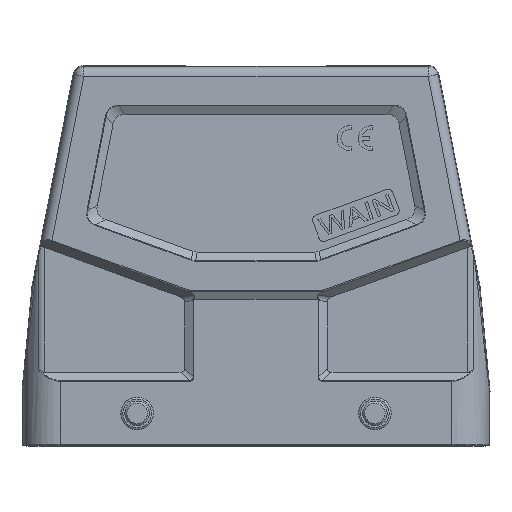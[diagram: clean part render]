
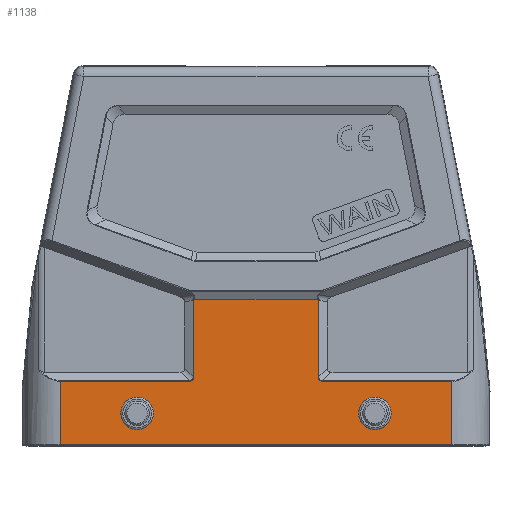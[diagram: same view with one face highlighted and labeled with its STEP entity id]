
A CAD part, top view. The second image highlights one B-rep face of the part: STEP entity #1138.
In plain terms, the highlighted planar face has unit normal (0, 0, 1).
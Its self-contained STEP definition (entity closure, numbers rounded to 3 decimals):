
#197=FACE_BOUND('',#2526,.T.);
#198=FACE_BOUND('',#2527,.T.);
#199=FACE_BOUND('',#2528,.T.);
#425=B_SPLINE_CURVE_WITH_KNOTS('',3,(#14183,#14184,#14185,#14186),
 .UNSPECIFIED.,.F.,.F.,(4,4),(0.,1.),.UNSPECIFIED.);
#441=B_SPLINE_CURVE_WITH_KNOTS('',3,(#14428,#14429,#14430,#14431),
 .UNSPECIFIED.,.F.,.F.,(4,4),(0.,1.),.UNSPECIFIED.);
#442=B_SPLINE_CURVE_WITH_KNOTS('',3,(#14435,#14436,#14437,#14438),
 .UNSPECIFIED.,.F.,.F.,(4,4),(0.,1.),.UNSPECIFIED.);
#443=B_SPLINE_CURVE_WITH_KNOTS('',3,(#14440,#14441,#14442,#14443),
 .UNSPECIFIED.,.F.,.F.,(4,4),(0.,1.),.UNSPECIFIED.);
#444=B_SPLINE_CURVE_WITH_KNOTS('',3,(#14447,#14448,#14449,#14450),
 .UNSPECIFIED.,.F.,.F.,(4,4),(0.,1.),.UNSPECIFIED.);
#445=B_SPLINE_CURVE_WITH_KNOTS('',3,(#14452,#14453,#14454,#14455),
 .UNSPECIFIED.,.F.,.F.,(4,4),(0.,1.),.UNSPECIFIED.);
#1138=ADVANCED_FACE('',(#197,#198,#199),#1725,.T.);
#1725=PLANE('',#10544);
#2526=EDGE_LOOP('',(#3722));
#2527=EDGE_LOOP('',(#3723));
#2528=EDGE_LOOP('',(#3724,#3725,#3726,#3727,#3728,#3729,#3730,#3731,#3732,
#3733,#3734,#3735,#3736,#3737));
#3194=CIRCLE('',#10542,2.85);
#3195=CIRCLE('',#10543,2.85);
#3722=ORIENTED_EDGE('',*,*,#7668,.T.);
#3723=ORIENTED_EDGE('',*,*,#7669,.T.);
#3724=ORIENTED_EDGE('',*,*,#7665,.T.);
#3725=ORIENTED_EDGE('',*,*,#7670,.T.);
#3726=ORIENTED_EDGE('',*,*,#7671,.T.);
#3727=ORIENTED_EDGE('',*,*,#7672,.T.);
#3728=ORIENTED_EDGE('',*,*,#7673,.T.);
#3729=ORIENTED_EDGE('',*,*,#7674,.F.);
#3730=ORIENTED_EDGE('',*,*,#7675,.T.);
#3731=ORIENTED_EDGE('',*,*,#7676,.T.);
#3732=ORIENTED_EDGE('',*,*,#7677,.T.);
#3733=ORIENTED_EDGE('',*,*,#7678,.F.);
#3734=ORIENTED_EDGE('',*,*,#7679,.T.);
#3735=ORIENTED_EDGE('',*,*,#7593,.T.);
#3736=ORIENTED_EDGE('',*,*,#7596,.T.);
#3737=ORIENTED_EDGE('',*,*,#7600,.T.);
#6589=VERTEX_POINT('',#14187);
#6590=VERTEX_POINT('',#14188);
#6591=VERTEX_POINT('',#14199);
#6593=VERTEX_POINT('',#14230);
#6642=VERTEX_POINT('',#14411);
#6643=VERTEX_POINT('',#14421);
#6644=VERTEX_POINT('',#14423);
#6645=VERTEX_POINT('',#14425);
#6646=VERTEX_POINT('',#14427);
#6647=VERTEX_POINT('',#14432);
#6648=VERTEX_POINT('',#14434);
#6649=VERTEX_POINT('',#14439);
#6650=VERTEX_POINT('',#14444);
#6651=VERTEX_POINT('',#14446);
#6652=VERTEX_POINT('',#14451);
#6653=VERTEX_POINT('',#14456);
#7593=EDGE_CURVE('',#6589,#6590,#425,.T.);
#7596=EDGE_CURVE('',#6590,#6591,#9086,.T.);
#7600=EDGE_CURVE('',#6591,#6593,#9087,.T.);
#7665=EDGE_CURVE('',#6593,#6642,#9121,.T.);
#7668=EDGE_CURVE('',#6643,#6643,#3194,.T.);
#7669=EDGE_CURVE('',#6644,#6644,#3195,.T.);
#7670=EDGE_CURVE('',#6642,#6645,#9122,.T.);
#7671=EDGE_CURVE('',#6645,#6646,#9123,.T.);
#7672=EDGE_CURVE('',#6646,#6647,#441,.T.);
#7673=EDGE_CURVE('',#6647,#6648,#9124,.T.);
#7674=EDGE_CURVE('',#6649,#6648,#442,.T.);
#7675=EDGE_CURVE('',#6649,#6650,#443,.T.);
#7676=EDGE_CURVE('',#6650,#6651,#9125,.T.);
#7677=EDGE_CURVE('',#6651,#6652,#444,.T.);
#7678=EDGE_CURVE('',#6653,#6652,#445,.T.);
#7679=EDGE_CURVE('',#6653,#6589,#9126,.T.);
#9086=LINE('',#14198,#9797);
#9087=LINE('',#14231,#9798);
#9121=LINE('',#14414,#9832);
#9122=LINE('',#14424,#9833);
#9123=LINE('',#14426,#9834);
#9124=LINE('',#14433,#9835);
#9125=LINE('',#14445,#9836);
#9126=LINE('',#14457,#9837);
#9797=VECTOR('',#11503,1.);
#9798=VECTOR('',#11510,1.);
#9832=VECTOR('',#11612,1.);
#9833=VECTOR('',#11627,1.);
#9834=VECTOR('',#11628,1.);
#9835=VECTOR('',#11629,1.);
#9836=VECTOR('',#11630,1.);
#9837=VECTOR('',#11631,1.);
#10542=AXIS2_PLACEMENT_3D('',#14420,#11623,#11624);
#10543=AXIS2_PLACEMENT_3D('',#14422,#11625,#11626);
#10544=AXIS2_PLACEMENT_3D('',#14458,#11632,#11633);
#11503=DIRECTION('',(-1.,0.,0.));
#11510=DIRECTION('',(0.,-1.,0.));
#11612=DIRECTION('',(1.,0.,0.));
#11623=DIRECTION('',(0.,0.,-1.));
#11624=DIRECTION('',(0.,-1.,0.));
#11625=DIRECTION('',(0.,0.,-1.));
#11626=DIRECTION('',(0.,-1.,0.));
#11627=DIRECTION('',(0.,1.,0.));
#11628=DIRECTION('',(-1.,0.,0.));
#11629=DIRECTION('',(0.,1.,0.));
#11630=DIRECTION('',(-1.,0.,0.));
#11631=DIRECTION('',(0.,-1.,0.));
#11632=DIRECTION('',(0.,0.,1.));
#11633=DIRECTION('',(1.,0.,0.));
#14183=CARTESIAN_POINT('',(-31.704,-74.211,21.5));
#14184=CARTESIAN_POINT('',(-31.718,-74.852,21.5));
#14185=CARTESIAN_POINT('',(-32.017,-75.094,21.5));
#14186=CARTESIAN_POINT('',(-32.604,-75.111,21.5));
#14187=CARTESIAN_POINT('',(-31.704,-74.211,21.5));
#14188=CARTESIAN_POINT('',(-32.604,-75.111,21.5));
#14198=CARTESIAN_POINT('',(-32.604,-75.111,21.5));
#14199=CARTESIAN_POINT('',(-58.412,-75.111,21.5));
#14230=CARTESIAN_POINT('',(-58.412,-87.731,21.5));
#14231=CARTESIAN_POINT('',(-58.412,-75.111,21.5));
#14411=CARTESIAN_POINT('',(19.843,-87.731,21.5));
#14414=CARTESIAN_POINT('',(-58.412,-87.731,21.5));
#14420=CARTESIAN_POINT('',(-43.034,-81.531,21.5));
#14421=CARTESIAN_POINT('',(-43.034,-84.381,21.5));
#14422=CARTESIAN_POINT('',(4.466,-81.531,21.5));
#14423=CARTESIAN_POINT('',(4.466,-84.381,21.5));
#14424=CARTESIAN_POINT('',(19.843,-87.731,21.5));
#14425=CARTESIAN_POINT('',(19.843,-75.111,21.5));
#14426=CARTESIAN_POINT('',(19.843,-75.111,21.5));
#14427=CARTESIAN_POINT('',(-5.965,-75.111,21.5));
#14428=CARTESIAN_POINT('',(-5.965,-75.111,21.5));
#14429=CARTESIAN_POINT('',(-6.605,-75.097,21.5));
#14430=CARTESIAN_POINT('',(-6.848,-74.798,21.5));
#14431=CARTESIAN_POINT('',(-6.865,-74.211,21.5));
#14432=CARTESIAN_POINT('',(-6.865,-74.211,21.5));
#14433=CARTESIAN_POINT('',(-6.865,-74.211,21.5));
#14434=CARTESIAN_POINT('',(-6.865,-58.97,21.5));
#14435=CARTESIAN_POINT('',(-6.84,-58.761,21.5));
#14436=CARTESIAN_POINT('',(-6.857,-58.829,21.5));
#14437=CARTESIAN_POINT('',(-6.865,-58.899,21.5));
#14438=CARTESIAN_POINT('',(-6.865,-58.97,21.5));
#14439=CARTESIAN_POINT('',(-6.84,-58.761,21.501));
#14440=CARTESIAN_POINT('',(-6.84,-58.761,21.5));
#14441=CARTESIAN_POINT('',(-6.848,-58.762,21.5));
#14442=CARTESIAN_POINT('',(-6.857,-58.762,21.5));
#14443=CARTESIAN_POINT('',(-6.865,-58.763,21.5));
#14444=CARTESIAN_POINT('',(-6.865,-58.763,21.5));
#14445=CARTESIAN_POINT('',(-6.865,-58.763,21.5));
#14446=CARTESIAN_POINT('',(-31.704,-58.763,21.5));
#14447=CARTESIAN_POINT('',(-31.704,-58.763,21.5));
#14448=CARTESIAN_POINT('',(-31.712,-58.762,21.5));
#14449=CARTESIAN_POINT('',(-31.72,-58.762,21.5));
#14450=CARTESIAN_POINT('',(-31.729,-58.761,21.5));
#14451=CARTESIAN_POINT('',(-31.729,-58.761,21.501));
#14452=CARTESIAN_POINT('',(-31.704,-58.97,21.5));
#14453=CARTESIAN_POINT('',(-31.704,-58.899,21.5));
#14454=CARTESIAN_POINT('',(-31.712,-58.829,21.5));
#14455=CARTESIAN_POINT('',(-31.729,-58.761,21.5));
#14456=CARTESIAN_POINT('',(-31.704,-58.97,21.5));
#14457=CARTESIAN_POINT('',(-31.704,-58.97,21.5));
#14458=CARTESIAN_POINT('',(-19.284,-66.531,21.5));
